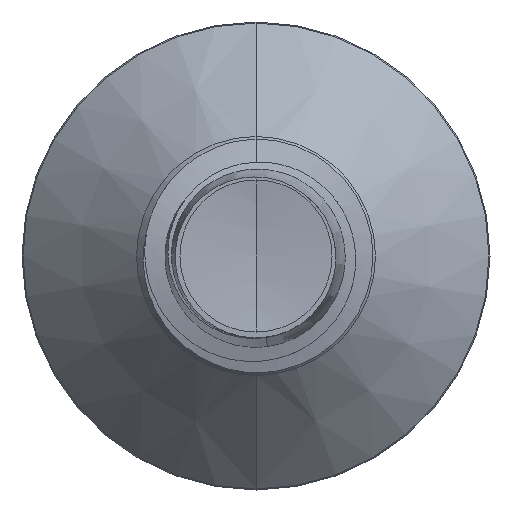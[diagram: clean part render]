
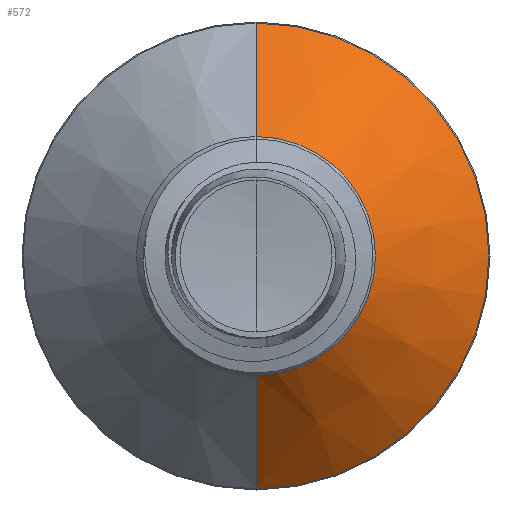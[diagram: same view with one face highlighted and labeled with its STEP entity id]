
A CAD part, front view. The second image highlights one B-rep face of the part: STEP entity #572.
In plain terms, the highlighted conical face has half-angle 45 degrees and reference radius 2.042 mm.
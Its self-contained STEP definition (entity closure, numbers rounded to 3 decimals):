
#195 = CARTESIAN_POINT ( 'NONE',  ( 0., 1.342, 0. ) ) ;
#389 = DIRECTION ( 'NONE',  ( 0., 1., 0. ) ) ;
#514 = CARTESIAN_POINT ( 'NONE',  ( 0., 1.342, -2.042 ) ) ;
#572 = ADVANCED_FACE ( 'NONE', ( #9894 ), #9565, .T. ) ;
#739 = DIRECTION ( 'NONE',  ( 0., 0.707, -0.707 ) ) ;
#796 = EDGE_CURVE ( 'NONE', #1456, #9155, #2221, .T. ) ;
#1002 = VERTEX_POINT ( 'NONE', #514 ) ;
#1342 = ORIENTED_EDGE ( 'NONE', *, *, #796, .F. ) ;
#1456 = VERTEX_POINT ( 'NONE', #5625 ) ;
#1486 = VECTOR ( 'NONE', #739, 1000. ) ;
#1559 = EDGE_LOOP ( 'NONE', ( #10026, #10063, #1342, #6153 ) ) ;
#1594 = CARTESIAN_POINT ( 'NONE',  ( 0., 1.342, 2.042 ) ) ;
#1833 = DIRECTION ( 'NONE',  ( 0., 0., 1. ) ) ;
#1895 = DIRECTION ( 'NONE',  ( 0., 1., 0. ) ) ;
#2188 = CARTESIAN_POINT ( 'NONE',  ( 0., 3.282, -3.982 ) ) ;
#2221 = CIRCLE ( 'NONE', #7069, 3.982 ) ;
#3780 = VECTOR ( 'NONE', #7055, 1000. ) ;
#3913 = CIRCLE ( 'NONE', #6817, 2.042 ) ;
#4250 = DIRECTION ( 'NONE',  ( 0., 1., 0. ) ) ;
#5227 = CARTESIAN_POINT ( 'NONE',  ( 0., 1.342, 0. ) ) ;
#5514 = CARTESIAN_POINT ( 'NONE',  ( 0., 1.342, -2.042 ) ) ;
#5625 = CARTESIAN_POINT ( 'NONE',  ( 0., 3.282, 3.982 ) ) ;
#5702 = LINE ( 'NONE', #5514, #1486 ) ;
#5818 = LINE ( 'NONE', #9974, #3780 ) ;
#5997 = DIRECTION ( 'NONE',  ( 0., 0., 1. ) ) ;
#6153 = ORIENTED_EDGE ( 'NONE', *, *, #9515, .F. ) ;
#6817 = AXIS2_PLACEMENT_3D ( 'NONE', #5227, #389, #5997 ) ;
#7055 = DIRECTION ( 'NONE',  ( 0., 0.707, 0.707 ) ) ;
#7069 = AXIS2_PLACEMENT_3D ( 'NONE', #8767, #4250, #9481 ) ;
#7367 = EDGE_CURVE ( 'NONE', #9505, #1002, #3913, .T. ) ;
#7696 = EDGE_CURVE ( 'NONE', #1002, #9155, #5702, .T. ) ;
#8469 = AXIS2_PLACEMENT_3D ( 'NONE', #195, #1895, #1833 ) ;
#8767 = CARTESIAN_POINT ( 'NONE',  ( 0., 3.282, 0. ) ) ;
#9155 = VERTEX_POINT ( 'NONE', #2188 ) ;
#9481 = DIRECTION ( 'NONE',  ( 0., 0., 1. ) ) ;
#9505 = VERTEX_POINT ( 'NONE', #1594 ) ;
#9515 = EDGE_CURVE ( 'NONE', #9505, #1456, #5818, .T. ) ;
#9565 = CONICAL_SURFACE ( 'NONE', #8469, 2.042, 0.785 ) ;
#9894 = FACE_OUTER_BOUND ( 'NONE', #1559, .T. ) ;
#9974 = CARTESIAN_POINT ( 'NONE',  ( 0., 1.342, 2.042 ) ) ;
#10026 = ORIENTED_EDGE ( 'NONE', *, *, #7367, .T. ) ;
#10063 = ORIENTED_EDGE ( 'NONE', *, *, #7696, .T. ) ;
